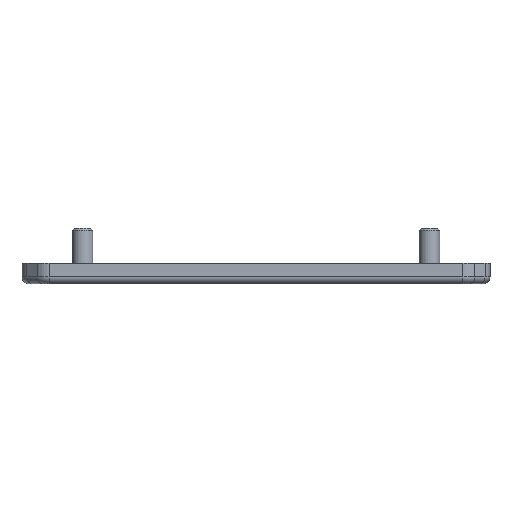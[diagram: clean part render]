
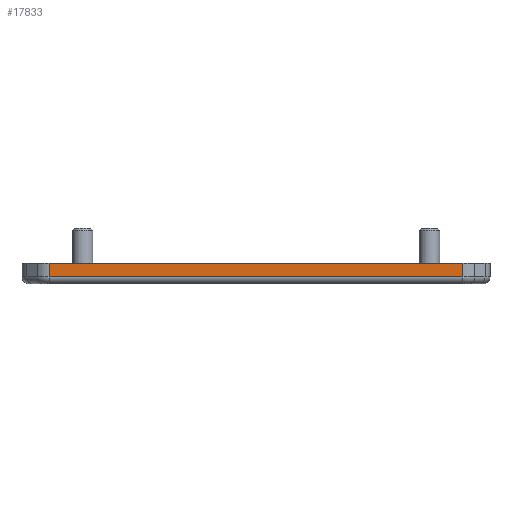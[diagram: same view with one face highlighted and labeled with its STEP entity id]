
A CAD part, front view. The second image highlights one B-rep face of the part: STEP entity #17833.
In plain terms, the highlighted planar face has unit normal (0, -1, 0).
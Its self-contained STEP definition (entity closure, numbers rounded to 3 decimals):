
#548 = CARTESIAN_POINT ( 'NONE',  ( -30.396, -34.4, -65.1 ) ) ;
#1205 = VERTEX_POINT ( 'NONE', #548 ) ;
#1886 = VERTEX_POINT ( 'NONE', #30795 ) ;
#2173 = VECTOR ( 'NONE', #15253, 1000. ) ;
#2844 = AXIS2_PLACEMENT_3D ( 'NONE', #3768, #20483, #6191 ) ;
#3038 = VECTOR ( 'NONE', #13830, 1000. ) ;
#3100 = VERTEX_POINT ( 'NONE', #6866 ) ;
#3469 = VECTOR ( 'NONE', #4088, 1000. ) ;
#3768 = CARTESIAN_POINT ( 'NONE',  ( -31.432, -34.4, -66.1 ) ) ;
#4088 = DIRECTION ( 'NONE',  ( 0., 0., 1. ) ) ;
#4196 = CARTESIAN_POINT ( 'NONE',  ( 30.396, -34.4, -66.1 ) ) ;
#4726 = VECTOR ( 'NONE', #19678, 1000. ) ;
#4920 = CARTESIAN_POINT ( 'NONE',  ( 30.396, -34.4, -63.1 ) ) ;
#6088 = PLANE ( 'NONE',  #2844 ) ;
#6191 = DIRECTION ( 'NONE',  ( 1., 0., 0. ) ) ;
#6815 = EDGE_CURVE ( 'NONE', #1886, #14288, #29379, .T. ) ;
#6866 = CARTESIAN_POINT ( 'NONE',  ( 30.396, -34.4, -65.1 ) ) ;
#7772 = EDGE_CURVE ( 'NONE', #3100, #14288, #9824, .T. ) ;
#8056 = EDGE_CURVE ( 'NONE', #1886, #1205, #15004, .T. ) ;
#8537 = LINE ( 'NONE', #12871, #2173 ) ;
#8547 = EDGE_LOOP ( 'NONE', ( #17103, #24604, #27574, #22560 ) ) ;
#9824 = LINE ( 'NONE', #4196, #3469 ) ;
#12871 = CARTESIAN_POINT ( 'NONE',  ( -31.432, -34.4, -65.1 ) ) ;
#13830 = DIRECTION ( 'NONE',  ( 0., 0., -1. ) ) ;
#14034 = CARTESIAN_POINT ( 'NONE',  ( -30.396, -34.4, -66.1 ) ) ;
#14288 = VERTEX_POINT ( 'NONE', #4920 ) ;
#14627 = FACE_OUTER_BOUND ( 'NONE', #8547, .T. ) ;
#15004 = LINE ( 'NONE', #14034, #3038 ) ;
#15253 = DIRECTION ( 'NONE',  ( 1., 0., 0. ) ) ;
#17103 = ORIENTED_EDGE ( 'NONE', *, *, #8056, .T. ) ;
#17833 = ADVANCED_FACE ( 'NONE', ( #14627 ), #6088, .T. ) ;
#18029 = CARTESIAN_POINT ( 'NONE',  ( -31.432, -34.4, -63.1 ) ) ;
#19678 = DIRECTION ( 'NONE',  ( 1., 0., 0. ) ) ;
#20483 = DIRECTION ( 'NONE',  ( 0., -1., 0. ) ) ;
#22560 = ORIENTED_EDGE ( 'NONE', *, *, #6815, .F. ) ;
#24509 = EDGE_CURVE ( 'NONE', #1205, #3100, #8537, .T. ) ;
#24604 = ORIENTED_EDGE ( 'NONE', *, *, #24509, .T. ) ;
#27574 = ORIENTED_EDGE ( 'NONE', *, *, #7772, .T. ) ;
#29379 = LINE ( 'NONE', #18029, #4726 ) ;
#30795 = CARTESIAN_POINT ( 'NONE',  ( -30.396, -34.4, -63.1 ) ) ;
